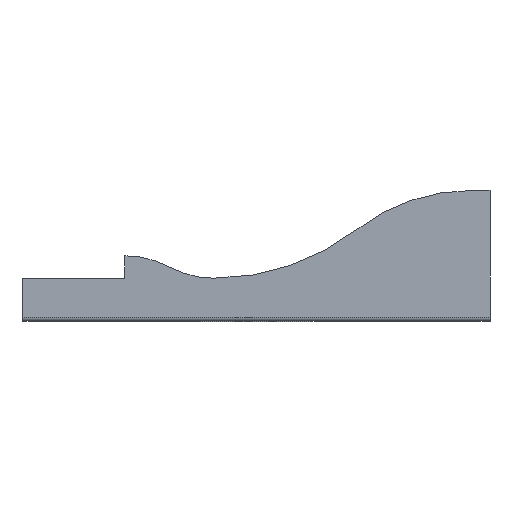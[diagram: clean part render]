
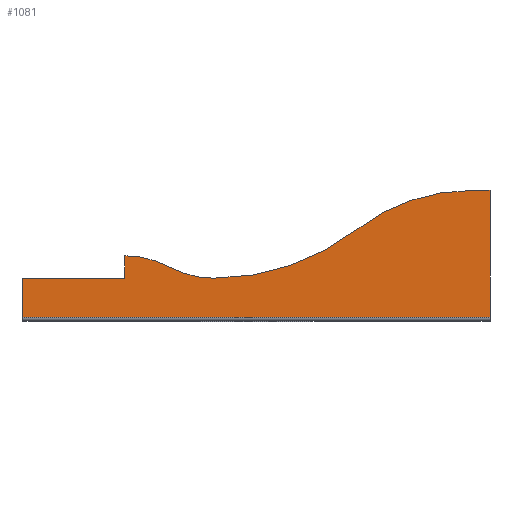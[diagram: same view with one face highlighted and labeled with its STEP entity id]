
A CAD part, top view. The second image highlights one B-rep face of the part: STEP entity #1081.
In plain terms, the highlighted planar face has unit normal (0, 0, 1).
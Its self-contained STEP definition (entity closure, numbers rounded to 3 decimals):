
#5 = ORIENTED_EDGE ( 'NONE', *, *, #73, .T. ) ;
#9 = LINE ( 'NONE', #102, #1133 ) ;
#22 = VERTEX_POINT ( 'NONE', #586 ) ;
#41 = LINE ( 'NONE', #1184, #98 ) ;
#52 = CARTESIAN_POINT ( 'NONE',  ( 105.892, 91.218, 0. ) ) ;
#58 = VECTOR ( 'NONE', #307, 1000. ) ;
#63 = DIRECTION ( 'NONE',  ( 0., -1., 0. ) ) ;
#73 = EDGE_CURVE ( 'NONE', #428, #742, #995, .T. ) ;
#76 = ORIENTED_EDGE ( 'NONE', *, *, #339, .T. ) ;
#84 = ORIENTED_EDGE ( 'NONE', *, *, #1129, .T. ) ;
#85 = DIRECTION ( 'NONE',  ( -1., 0., 0. ) ) ;
#96 = VECTOR ( 'NONE', #961, 1000. ) ;
#98 = VECTOR ( 'NONE', #324, 1000. ) ;
#102 = CARTESIAN_POINT ( 'NONE',  ( 495.892, 161.02, 0. ) ) ;
#113 = ORIENTED_EDGE ( 'NONE', *, *, #262, .T. ) ;
#128 = ORIENTED_EDGE ( 'NONE', *, *, #1069, .T. ) ;
#168 = PLANE ( 'NONE',  #258 ) ;
#172 = DIRECTION ( 'NONE',  ( 0., 0., 1. ) ) ;
#208 = DIRECTION ( 'NONE',  ( 0., 1., 0. ) ) ;
#231 = VECTOR ( 'NONE', #63, 1000. ) ;
#252 = EDGE_CURVE ( 'NONE', #929, #1188, #877, .T. ) ;
#258 = AXIS2_PLACEMENT_3D ( 'NONE', #918, #812, #1117 ) ;
#262 = EDGE_CURVE ( 'NONE', #1188, #1039, #495, .T. ) ;
#264 = CARTESIAN_POINT ( 'NONE',  ( 105.892, -8.782, 0. ) ) ;
#269 = CARTESIAN_POINT ( 'NONE',  ( 200.892, 167.215, 0. ) ) ;
#271 = CARTESIAN_POINT ( 'NONE',  ( 475.892, -38.98, 0. ) ) ;
#276 = CARTESIAN_POINT ( 'NONE',  ( 495.892, 161.02, 0. ) ) ;
#297 = CIRCLE ( 'NONE', #375, 200. ) ;
#304 = LINE ( 'NONE', #1067, #591 ) ;
#307 = DIRECTION ( 'NONE',  ( -1., 0., 0. ) ) ;
#323 = VERTEX_POINT ( 'NONE', #1018 ) ;
#324 = DIRECTION ( 'NONE',  ( 1., 0., 0. ) ) ;
#337 = AXIS2_PLACEMENT_3D ( 'NONE', #930, #431, #362 ) ;
#339 = EDGE_CURVE ( 'NONE', #1039, #22, #572, .T. ) ;
#340 = CARTESIAN_POINT ( 'NONE',  ( -4.108, 67.215, 0. ) ) ;
#358 = AXIS2_PLACEMENT_3D ( 'NONE', #264, #172, #548 ) ;
#362 = DIRECTION ( 'NONE',  ( -1., 0., 0. ) ) ;
#365 = ORIENTED_EDGE ( 'NONE', *, *, #1033, .T. ) ;
#375 = AXIS2_PLACEMENT_3D ( 'NONE', #271, #864, #943 ) ;
#419 = LINE ( 'NONE', #52, #231 ) ;
#427 = ORIENTED_EDGE ( 'NONE', *, *, #468, .T. ) ;
#428 = VERTEX_POINT ( 'NONE', #964 ) ;
#431 = DIRECTION ( 'NONE',  ( 0., 0., -1. ) ) ;
#445 = ORIENTED_EDGE ( 'NONE', *, *, #252, .T. ) ;
#451 = EDGE_LOOP ( 'NONE', ( #427, #128, #365, #1106, #489, #445, #113, #76, #84, #5 ) ) ;
#468 = EDGE_CURVE ( 'NONE', #742, #323, #954, .T. ) ;
#481 = EDGE_CURVE ( 'NONE', #889, #891, #9, .T. ) ;
#489 = ORIENTED_EDGE ( 'NONE', *, *, #830, .T. ) ;
#495 = CIRCLE ( 'NONE', #1199, 100. ) ;
#548 = DIRECTION ( 'NONE',  ( 1., 0., 0. ) ) ;
#572 = CIRCLE ( 'NONE', #358, 100. ) ;
#576 = CARTESIAN_POINT ( 'NONE',  ( -4.108, 21.02, 0. ) ) ;
#586 = CARTESIAN_POINT ( 'NONE',  ( 105.892, 91.218, 0. ) ) ;
#590 = CARTESIAN_POINT ( 'NONE',  ( 153.392, 79.216, 0. ) ) ;
#591 = VECTOR ( 'NONE', #208, 1000. ) ;
#619 = CARTESIAN_POINT ( 'NONE',  ( 200.892, 67.215, 0. ) ) ;
#651 = DIRECTION ( 'NONE',  ( 0., 0., -1. ) ) ;
#742 = VERTEX_POINT ( 'NONE', #340 ) ;
#763 = CARTESIAN_POINT ( 'NONE',  ( 475.892, 161.02, 0. ) ) ;
#812 = DIRECTION ( 'NONE',  ( 0., 0., 1. ) ) ;
#830 = EDGE_CURVE ( 'NONE', #891, #929, #297, .T. ) ;
#864 = DIRECTION ( 'NONE',  ( 0., 0., 1. ) ) ;
#865 = DIRECTION ( 'NONE',  ( -1., 0., 0. ) ) ;
#877 = CIRCLE ( 'NONE', #337, 250. ) ;
#889 = VERTEX_POINT ( 'NONE', #276 ) ;
#891 = VERTEX_POINT ( 'NONE', #763 ) ;
#918 = CARTESIAN_POINT ( 'NONE',  ( 105.892, -8.782, 0. ) ) ;
#929 = VERTEX_POINT ( 'NONE', #1134 ) ;
#930 = CARTESIAN_POINT ( 'NONE',  ( 200.892, 317.215, 0. ) ) ;
#943 = DIRECTION ( 'NONE',  ( 1., 0., 0. ) ) ;
#954 = LINE ( 'NONE', #576, #96 ) ;
#961 = DIRECTION ( 'NONE',  ( 0., -1., 0. ) ) ;
#964 = CARTESIAN_POINT ( 'NONE',  ( 105.892, 67.215, 0. ) ) ;
#995 = LINE ( 'NONE', #1182, #58 ) ;
#1018 = CARTESIAN_POINT ( 'NONE',  ( -4.108, 25.52, 0. ) ) ;
#1033 = EDGE_CURVE ( 'NONE', #1055, #889, #304, .T. ) ;
#1039 = VERTEX_POINT ( 'NONE', #590 ) ;
#1055 = VERTEX_POINT ( 'NONE', #1179 ) ;
#1067 = CARTESIAN_POINT ( 'NONE',  ( 495.892, 21.02, 0. ) ) ;
#1069 = EDGE_CURVE ( 'NONE', #323, #1055, #41, .T. ) ;
#1081 = ADVANCED_FACE ( 'NONE', ( #1111 ), #168, .T. ) ;
#1106 = ORIENTED_EDGE ( 'NONE', *, *, #481, .T. ) ;
#1111 = FACE_OUTER_BOUND ( 'NONE', #451, .T. ) ;
#1117 = DIRECTION ( 'NONE',  ( 1., 0., 0. ) ) ;
#1129 = EDGE_CURVE ( 'NONE', #22, #428, #419, .T. ) ;
#1133 = VECTOR ( 'NONE', #865, 1000. ) ;
#1134 = CARTESIAN_POINT ( 'NONE',  ( 353.67, 119.329, 0. ) ) ;
#1179 = CARTESIAN_POINT ( 'NONE',  ( 495.892, 25.52, 0. ) ) ;
#1182 = CARTESIAN_POINT ( 'NONE',  ( 105.892, 67.215, 0. ) ) ;
#1184 = CARTESIAN_POINT ( 'NONE',  ( -4.108, 25.52, 0. ) ) ;
#1188 = VERTEX_POINT ( 'NONE', #619 ) ;
#1199 = AXIS2_PLACEMENT_3D ( 'NONE', #269, #651, #85 ) ;
